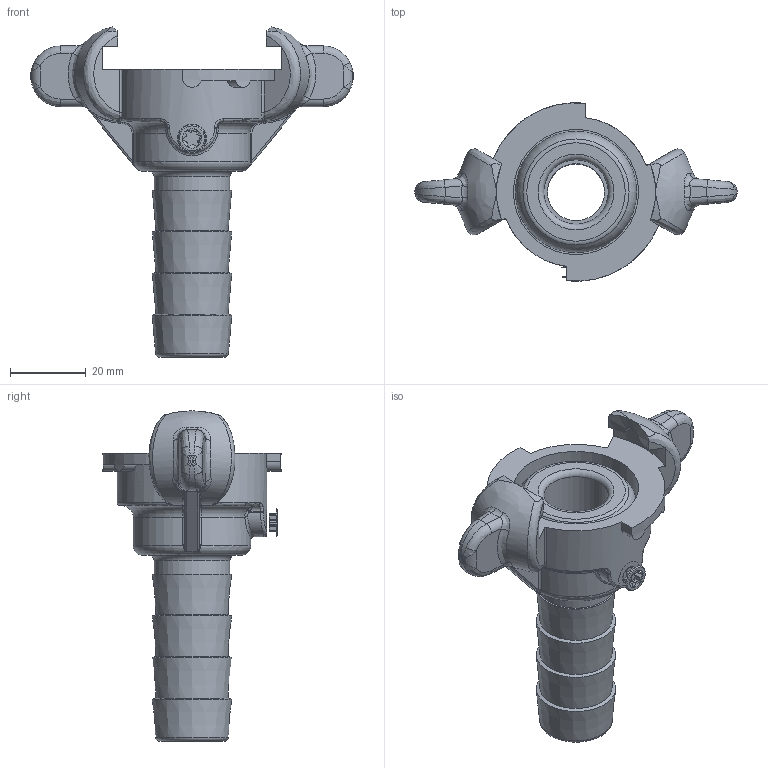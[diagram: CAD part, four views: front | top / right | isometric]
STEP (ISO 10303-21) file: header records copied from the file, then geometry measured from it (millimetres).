
FILE_DESCRIPTION(/* description */ (''),/* implementation_level */ '2;1');
FILE_NAME(/* name */ 'skml_19.stp',/* time_stamp */ '2020-04-08T09:49:57+02:00',/* author */ ('schnellinger'),/* organization */ (''),/* preprocessor_version */ 'ST-DEVELOPER v17',/* originating_system */ 'Autodesk Inventor 2018',/* authorisation */ '0 mm^3');
FILE_SCHEMA (('AUTOMOTIVE_DESIGN { 1 0 10303 214 3 1 1 }'));
Length unit declared in the file: millimetre
Products named in the file (1): LUE_00025506_Shrinkwrap_1
Bounding box: 84.93 x 47 x 87 mm (x, y, z)
Volume: 31710.8 mm3; surface area: 20379.8 mm2
Topology: 3 solids, 3 shells, 298 faces, 764 edges, 477 vertices
Faces by surface type: bspline 108, cylinder 82, plane 68, torus 21, cone 11, sphere 8
Full cylindrical faces by diameter (mm): 3.7 x1, 4 x1, 4.456 x1, 15 x1, 17 x1, 18.5 x1, 20 x1, 21 x1, 33 x1
Entity records: 13412 total; most frequent: CARTESIAN_POINT 6496, ORIENTED_EDGE 1524, DIRECTION 1158, EDGE_CURVE 762, AXIS2_PLACEMENT_3D 490, VERTEX_POINT 477, EDGE_LOOP 311, STYLED_ITEM 301
